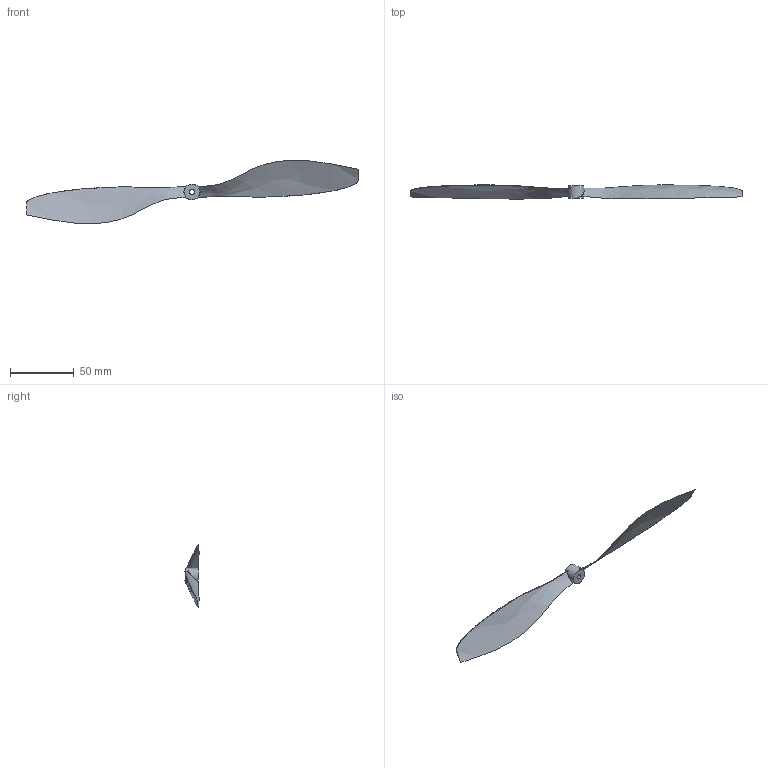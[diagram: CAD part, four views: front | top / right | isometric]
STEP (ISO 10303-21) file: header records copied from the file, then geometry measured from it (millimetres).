
FILE_DESCRIPTION(('HOOPS Exchange Step'),'2;1');
FILE_NAME('55a7c7a74ef57f20950f09ac5c20ecdf20210830-1-bkvh2a.SLDPRT.step','2021-08-30T17:28:18+00:00',('root'),('Unknown organisation'),'HOOPS Exchange 2021.0','HOOPS Exchange','Unknown authorisation');
FILE_SCHEMA( ('AUTOMOTIVE_DESIGN { 1 0 10303 214 1 1 1 1 }') );
Length unit declared in the file: millimetre
Products named in the file (3): Default; reverse; 55a7c7a74ef57f20950f09ac5c20ecdf20210830-1-bkvh2a
Assembly tree (2 placements, depth 2):
  55a7c7a74ef57f20950f09ac5c20ecdf20210830-1-bkvh2a
    Default
    reverse
Bounding box: 260 x 11.02 x 49.71 mm (x, y, z)
Volume: 4707.7 mm3; surface area: 11819.9 mm2
Topology: 1 solids, 1 shells, 20 faces, 48 edges, 30 vertices
Faces by surface type: bspline 12, plane 4, cylinder 2, torus 2
Full cylindrical faces by diameter (mm): 4 x1, 12.5 x1
Entity records: 5276 total; most frequent: CARTESIAN_POINT 4831, ORIENTED_EDGE 92, DIRECTION 56, EDGE_CURVE 46, VERTEX_POINT 30, B_SPLINE_CURVE_WITH_KNOTS 30, AXIS2_PLACEMENT_3D 27, EDGE_LOOP 24
